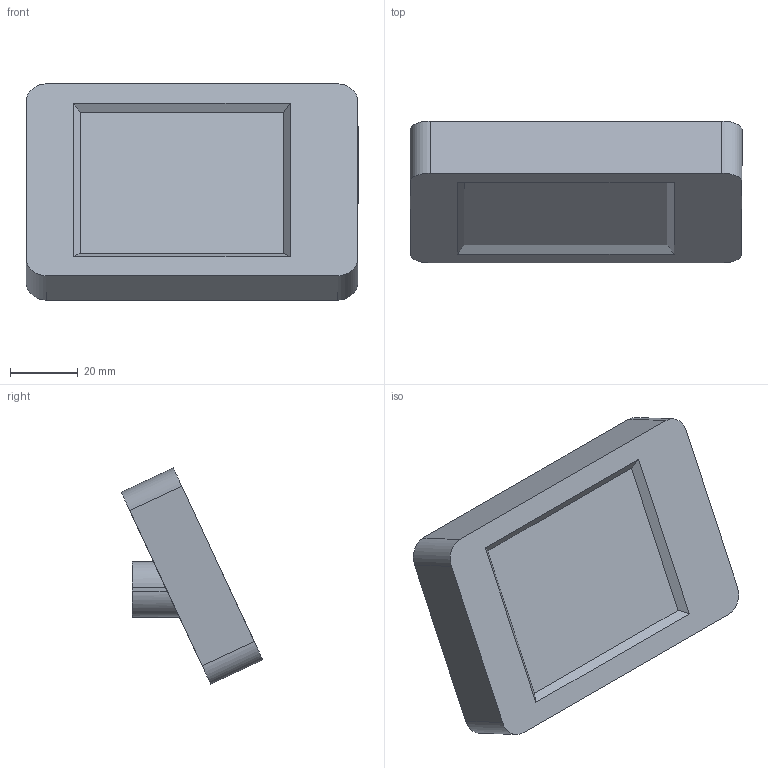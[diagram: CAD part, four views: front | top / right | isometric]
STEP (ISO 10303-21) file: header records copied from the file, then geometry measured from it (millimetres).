
FILE_DESCRIPTION(/* description */ (''),/* implementation_level */ '2;1');
FILE_NAME(/* name */ 'P1PTouchWhole.step',/* time_stamp */ '2023-07-21T12:19:58+02:00',/* author */ (''),/* organization */ (''),/* preprocessor_version */ 'ST-DEVELOPER v19.2',/* originating_system */ 'Autodesk Translation Framework v12.6.0.85',/* authorisation */ '');
FILE_SCHEMA (('AUTOMOTIVE_DESIGN { 1 0 10303 214 3 1 1 }'));
Length unit declared in the file: millimetre
Products named in the file (2): P1PTouch; S3
Assembly tree (1 placements, depth 2):
  P1PTouch
    S3
Bounding box: 98 x 41.82 x 63.83 mm (x, y, z)
Volume: 77346.3 mm3; surface area: 39257 mm2
Topology: 4 solids, 4 shells, 138 faces, 348 edges, 228 vertices
Faces by surface type: plane 88, cylinder 30, bspline 16, cone 4
Full cylindrical faces by diameter (mm): 1.9 x8, 3.2 x4, 4 x4
Entity records: 4633 total; most frequent: CARTESIAN_POINT 1229, ORIENTED_EDGE 696, DIRECTION 644, EDGE_CURVE 348, LINE 254, VECTOR 254, VERTEX_POINT 228, AXIS2_PLACEMENT_3D 195
